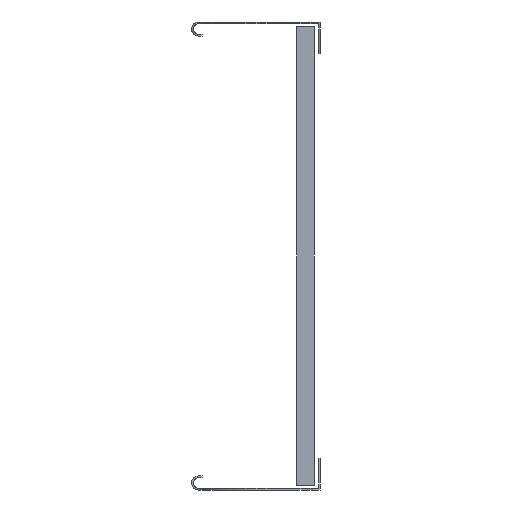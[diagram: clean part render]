
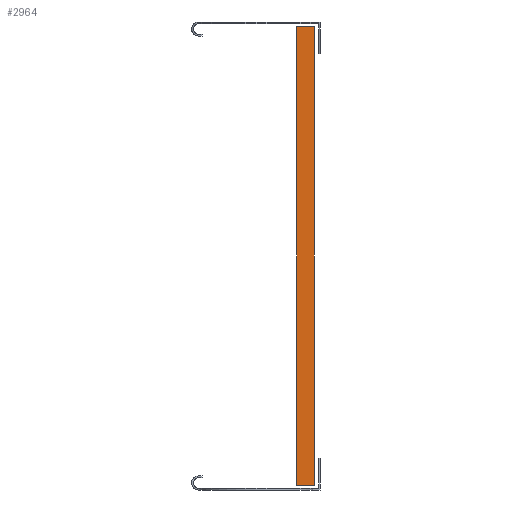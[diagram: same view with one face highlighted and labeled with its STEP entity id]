
A CAD part, left-side view. The second image highlights one B-rep face of the part: STEP entity #2964.
In plain terms, the highlighted planar face has unit normal (-1, 0, 0).
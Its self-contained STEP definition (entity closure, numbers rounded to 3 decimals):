
#29 = CARTESIAN_POINT ( 'NONE',  ( -15., 0., -196. ) ) ;
#215 = DIRECTION ( 'NONE',  ( 0., -1., 0. ) ) ;
#353 = CARTESIAN_POINT ( 'NONE',  ( -15., 3., 196. ) ) ;
#637 = VERTEX_POINT ( 'NONE', #2971 ) ;
#705 = EDGE_LOOP ( 'NONE', ( #3763, #2544, #734, #2363 ) ) ;
#715 = VERTEX_POINT ( 'NONE', #2215 ) ;
#734 = ORIENTED_EDGE ( 'NONE', *, *, #5523, .F. ) ;
#741 = DIRECTION ( 'NONE',  ( 0., 0., -1. ) ) ;
#768 = DIRECTION ( 'NONE',  ( 1., 0., 0. ) ) ;
#932 = CARTESIAN_POINT ( 'NONE',  ( -15., 3., -196. ) ) ;
#1279 = VERTEX_POINT ( 'NONE', #2193 ) ;
#1556 = CARTESIAN_POINT ( 'NONE',  ( -15., 0., -196. ) ) ;
#2001 = PLANE ( 'NONE',  #3742 ) ;
#2193 = CARTESIAN_POINT ( 'NONE',  ( -15., 15., 196. ) ) ;
#2215 = CARTESIAN_POINT ( 'NONE',  ( -15., 15., -196. ) ) ;
#2363 = ORIENTED_EDGE ( 'NONE', *, *, #3835, .T. ) ;
#2391 = LINE ( 'NONE', #3815, #4039 ) ;
#2440 = EDGE_CURVE ( 'NONE', #715, #1279, #3916, .T. ) ;
#2532 = EDGE_CURVE ( 'NONE', #1279, #637, #5621, .T. ) ;
#2544 = ORIENTED_EDGE ( 'NONE', *, *, #2440, .F. ) ;
#2964 = ADVANCED_FACE ( 'NONE', ( #6515 ), #2001, .F. ) ;
#2971 = CARTESIAN_POINT ( 'NONE',  ( -15., 0., 196. ) ) ;
#3742 = AXIS2_PLACEMENT_3D ( 'NONE', #932, #768, #741 ) ;
#3763 = ORIENTED_EDGE ( 'NONE', *, *, #2532, .F. ) ;
#3775 = DIRECTION ( 'NONE',  ( 0., 1., 0. ) ) ;
#3815 = CARTESIAN_POINT ( 'NONE',  ( -15., 3., -196. ) ) ;
#3835 = EDGE_CURVE ( 'NONE', #4664, #637, #6147, .T. ) ;
#3916 = LINE ( 'NONE', #6203, #4067 ) ;
#4039 = VECTOR ( 'NONE', #3775, 1000. ) ;
#4067 = VECTOR ( 'NONE', #5776, 1000. ) ;
#4664 = VERTEX_POINT ( 'NONE', #1556 ) ;
#5368 = VECTOR ( 'NONE', #5461, 1000. ) ;
#5461 = DIRECTION ( 'NONE',  ( 0., 0., 1. ) ) ;
#5523 = EDGE_CURVE ( 'NONE', #4664, #715, #2391, .T. ) ;
#5621 = LINE ( 'NONE', #353, #5779 ) ;
#5776 = DIRECTION ( 'NONE',  ( 0., 0., 1. ) ) ;
#5779 = VECTOR ( 'NONE', #215, 1000. ) ;
#6147 = LINE ( 'NONE', #29, #5368 ) ;
#6203 = CARTESIAN_POINT ( 'NONE',  ( -15., 15., -196. ) ) ;
#6515 = FACE_OUTER_BOUND ( 'NONE', #705, .T. ) ;
